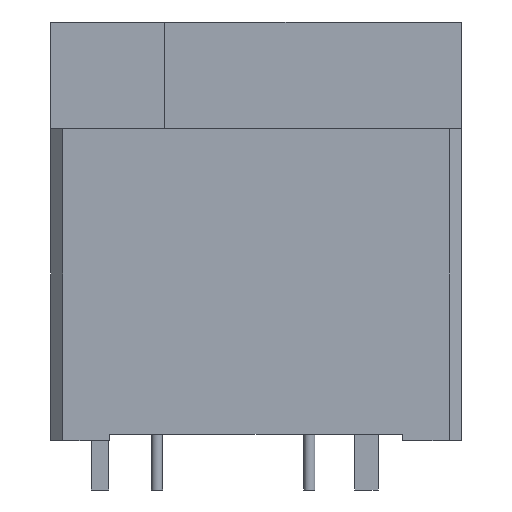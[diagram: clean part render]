
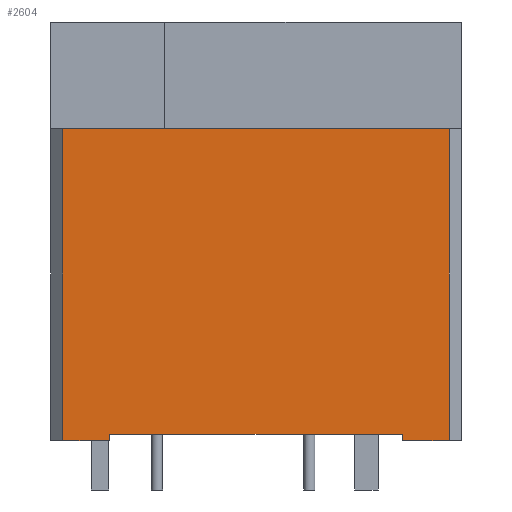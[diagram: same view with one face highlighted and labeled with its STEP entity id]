
A CAD part, front view. The second image highlights one B-rep face of the part: STEP entity #2604.
In plain terms, the highlighted planar face has unit normal (0, -1, 0).
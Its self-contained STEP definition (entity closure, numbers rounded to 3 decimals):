
#298 = PLANE('',#299);
#299 = AXIS2_PLACEMENT_3D('',#300,#301,#302);
#300 = CARTESIAN_POINT('',(0.,0.,0.102));
#301 = DIRECTION('',(0.,0.,-1.));
#302 = DIRECTION('',(-1.,0.,0.));
#453 = VERTEX_POINT('',#454);
#454 = CARTESIAN_POINT('',(-9.779,-16.256,0.102));
#468 = PLANE('',#469);
#469 = AXIS2_PLACEMENT_3D('',#470,#471,#472);
#470 = CARTESIAN_POINT('',(-9.779,-16.256,0.102));
#471 = DIRECTION('',(-1.,0.,0.));
#472 = DIRECTION('',(0.,1.,0.));
#480 = EDGE_CURVE('',#453,#481,#483,.T.);
#481 = VERTEX_POINT('',#482);
#482 = CARTESIAN_POINT('',(-12.903,-16.256,0.102));
#483 = SURFACE_CURVE('',#484,(#488,#495),.PCURVE_S1.);
#484 = LINE('',#485,#486);
#485 = CARTESIAN_POINT('',(-9.779,-16.256,0.102));
#486 = VECTOR('',#487,1.);
#487 = DIRECTION('',(-1.,0.,0.));
#488 = PCURVE('',#298,#489);
#489 = DEFINITIONAL_REPRESENTATION('',(#490),#494);
#490 = LINE('',#491,#492);
#491 = CARTESIAN_POINT('',(9.779,-16.256));
#492 = VECTOR('',#493,1.);
#493 = DIRECTION('',(1.,0.));
#494 = ( GEOMETRIC_REPRESENTATION_CONTEXT(2) 
PARAMETRIC_REPRESENTATION_CONTEXT() REPRESENTATION_CONTEXT('2D SPACE',''
  ) );
#495 = PCURVE('',#496,#501);
#496 = PLANE('',#497);
#497 = AXIS2_PLACEMENT_3D('',#498,#499,#500);
#498 = CARTESIAN_POINT('',(13.716,-16.256,0.102));
#499 = DIRECTION('',(0.,-1.,0.));
#500 = DIRECTION('',(0.,0.,1.));
#501 = DEFINITIONAL_REPRESENTATION('',(#502),#506);
#502 = LINE('',#503,#504);
#503 = CARTESIAN_POINT('',(0.,23.495));
#504 = VECTOR('',#505,1.);
#505 = DIRECTION('',(0.,1.));
#506 = ( GEOMETRIC_REPRESENTATION_CONTEXT(2) 
PARAMETRIC_REPRESENTATION_CONTEXT() REPRESENTATION_CONTEXT('2D SPACE',''
  ) );
#522 = PLANE('',#523);
#523 = AXIS2_PLACEMENT_3D('',#524,#525,#526);
#524 = CARTESIAN_POINT('',(-13.31,-15.85,10.516));
#525 = DIRECTION('',(-0.707,-0.707,
    0.));
#526 = DIRECTION('',(0.,0.,1.));
#537 = EDGE_CURVE('',#538,#540,#542,.T.);
#538 = VERTEX_POINT('',#539);
#539 = CARTESIAN_POINT('',(12.903,-16.256,0.102));
#540 = VERTEX_POINT('',#541);
#541 = CARTESIAN_POINT('',(9.779,-16.256,0.102));
#542 = SURFACE_CURVE('',#543,(#547,#559),.PCURVE_S1.);
#543 = LINE('',#544,#545);
#544 = CARTESIAN_POINT('',(12.903,-16.256,0.102));
#545 = VECTOR('',#546,1.);
#546 = DIRECTION('',(-1.,0.,0.));
#547 = PCURVE('',#548,#553);
#548 = PLANE('',#549);
#549 = AXIS2_PLACEMENT_3D('',#550,#551,#552);
#550 = CARTESIAN_POINT('',(0.,0.,0.102));
#551 = DIRECTION('',(0.,0.,-1.));
#552 = DIRECTION('',(-1.,0.,0.));
#553 = DEFINITIONAL_REPRESENTATION('',(#554),#558);
#554 = LINE('',#555,#556);
#555 = CARTESIAN_POINT('',(-12.903,-16.256));
#556 = VECTOR('',#557,1.);
#557 = DIRECTION('',(1.,0.));
#558 = ( GEOMETRIC_REPRESENTATION_CONTEXT(2) 
PARAMETRIC_REPRESENTATION_CONTEXT() REPRESENTATION_CONTEXT('2D SPACE',''
  ) );
#559 = PCURVE('',#496,#560);
#560 = DEFINITIONAL_REPRESENTATION('',(#561),#565);
#561 = LINE('',#562,#563);
#562 = CARTESIAN_POINT('',(0.,0.813));
#563 = VECTOR('',#564,1.);
#564 = DIRECTION('',(0.,1.));
#565 = ( GEOMETRIC_REPRESENTATION_CONTEXT(2) 
PARAMETRIC_REPRESENTATION_CONTEXT() REPRESENTATION_CONTEXT('2D SPACE',''
  ) );
#583 = PLANE('',#584);
#584 = AXIS2_PLACEMENT_3D('',#585,#586,#587);
#585 = CARTESIAN_POINT('',(9.779,-15.621,0.102));
#586 = DIRECTION('',(1.,0.,0.));
#587 = DIRECTION('',(0.,0.,-1.));
#772 = PLANE('',#773);
#773 = AXIS2_PLACEMENT_3D('',#774,#775,#776);
#774 = CARTESIAN_POINT('',(13.31,-15.85,10.516));
#775 = DIRECTION('',(0.707,-0.707,0.)
  );
#776 = DIRECTION('',(0.707,0.707,0.)
  );
#2067 = EDGE_CURVE('',#2068,#2070,#2072,.T.);
#2068 = VERTEX_POINT('',#2069);
#2069 = CARTESIAN_POINT('',(12.903,-16.256,20.93));
#2070 = VERTEX_POINT('',#2071);
#2071 = CARTESIAN_POINT('',(-12.903,-16.256,20.93));
#2072 = SURFACE_CURVE('',#2073,(#2077,#2089),.PCURVE_S1.);
#2073 = LINE('',#2074,#2075);
#2074 = CARTESIAN_POINT('',(12.903,-16.256,20.93));
#2075 = VECTOR('',#2076,1.);
#2076 = DIRECTION('',(-1.,0.,0.));
#2077 = PCURVE('',#2078,#2083);
#2078 = PLANE('',#2079);
#2079 = AXIS2_PLACEMENT_3D('',#2080,#2081,#2082);
#2080 = CARTESIAN_POINT('',(0.,0.,20.93));
#2081 = DIRECTION('',(0.,0.,1.));
#2082 = DIRECTION('',(0.,-1.,0.));
#2083 = DEFINITIONAL_REPRESENTATION('',(#2084),#2088);
#2084 = LINE('',#2085,#2086);
#2085 = CARTESIAN_POINT('',(16.256,12.903));
#2086 = VECTOR('',#2087,1.);
#2087 = DIRECTION('',(0.,-1.));
#2088 = ( GEOMETRIC_REPRESENTATION_CONTEXT(2) 
PARAMETRIC_REPRESENTATION_CONTEXT() REPRESENTATION_CONTEXT('2D SPACE',''
  ) );
#2089 = PCURVE('',#496,#2090);
#2090 = DEFINITIONAL_REPRESENTATION('',(#2091),#2095);
#2091 = LINE('',#2092,#2093);
#2092 = CARTESIAN_POINT('',(20.828,0.813));
#2093 = VECTOR('',#2094,1.);
#2094 = DIRECTION('',(0.,1.));
#2095 = ( GEOMETRIC_REPRESENTATION_CONTEXT(2) 
PARAMETRIC_REPRESENTATION_CONTEXT() REPRESENTATION_CONTEXT('2D SPACE',''
  ) );
#2314 = PLANE('',#2315);
#2315 = AXIS2_PLACEMENT_3D('',#2316,#2317,#2318);
#2316 = CARTESIAN_POINT('',(0.,0.,0.508));
#2317 = DIRECTION('',(0.,0.,-1.));
#2318 = DIRECTION('',(-1.,0.,0.));
#2581 = EDGE_CURVE('',#538,#2068,#2582,.T.);
#2582 = SURFACE_CURVE('',#2583,(#2587,#2594),.PCURVE_S1.);
#2583 = LINE('',#2584,#2585);
#2584 = CARTESIAN_POINT('',(12.903,-16.256,0.102));
#2585 = VECTOR('',#2586,1.);
#2586 = DIRECTION('',(0.,0.,1.));
#2587 = PCURVE('',#772,#2588);
#2588 = DEFINITIONAL_REPRESENTATION('',(#2589),#2593);
#2589 = LINE('',#2590,#2591);
#2590 = CARTESIAN_POINT('',(-0.575,-10.414));
#2591 = VECTOR('',#2592,1.);
#2592 = DIRECTION('',(0.,1.));
#2593 = ( GEOMETRIC_REPRESENTATION_CONTEXT(2) 
PARAMETRIC_REPRESENTATION_CONTEXT() REPRESENTATION_CONTEXT('2D SPACE',''
  ) );
#2594 = PCURVE('',#496,#2595);
#2595 = DEFINITIONAL_REPRESENTATION('',(#2596),#2600);
#2596 = LINE('',#2597,#2598);
#2597 = CARTESIAN_POINT('',(0.,0.813));
#2598 = VECTOR('',#2599,1.);
#2599 = DIRECTION('',(1.,0.));
#2600 = ( GEOMETRIC_REPRESENTATION_CONTEXT(2) 
PARAMETRIC_REPRESENTATION_CONTEXT() REPRESENTATION_CONTEXT('2D SPACE',''
  ) );
#2604 = ADVANCED_FACE('',(#2605),#496,.T.);
#2605 = FACE_BOUND('',#2606,.T.);
#2606 = EDGE_LOOP('',(#2607,#2608,#2631,#2654,#2675,#2676,#2677,#2678));
#2607 = ORIENTED_EDGE('',*,*,#480,.F.);
#2608 = ORIENTED_EDGE('',*,*,#2609,.T.);
#2609 = EDGE_CURVE('',#453,#2610,#2612,.T.);
#2610 = VERTEX_POINT('',#2611);
#2611 = CARTESIAN_POINT('',(-9.779,-16.256,0.508));
#2612 = SURFACE_CURVE('',#2613,(#2617,#2624),.PCURVE_S1.);
#2613 = LINE('',#2614,#2615);
#2614 = CARTESIAN_POINT('',(-9.779,-16.256,0.102));
#2615 = VECTOR('',#2616,1.);
#2616 = DIRECTION('',(0.,0.,1.));
#2617 = PCURVE('',#496,#2618);
#2618 = DEFINITIONAL_REPRESENTATION('',(#2619),#2623);
#2619 = LINE('',#2620,#2621);
#2620 = CARTESIAN_POINT('',(0.,23.495));
#2621 = VECTOR('',#2622,1.);
#2622 = DIRECTION('',(1.,0.));
#2623 = ( GEOMETRIC_REPRESENTATION_CONTEXT(2) 
PARAMETRIC_REPRESENTATION_CONTEXT() REPRESENTATION_CONTEXT('2D SPACE',''
  ) );
#2624 = PCURVE('',#468,#2625);
#2625 = DEFINITIONAL_REPRESENTATION('',(#2626),#2630);
#2626 = LINE('',#2627,#2628);
#2627 = CARTESIAN_POINT('',(0.,0.));
#2628 = VECTOR('',#2629,1.);
#2629 = DIRECTION('',(0.,-1.));
#2630 = ( GEOMETRIC_REPRESENTATION_CONTEXT(2) 
PARAMETRIC_REPRESENTATION_CONTEXT() REPRESENTATION_CONTEXT('2D SPACE',''
  ) );
#2631 = ORIENTED_EDGE('',*,*,#2632,.F.);
#2632 = EDGE_CURVE('',#2633,#2610,#2635,.T.);
#2633 = VERTEX_POINT('',#2634);
#2634 = CARTESIAN_POINT('',(9.779,-16.256,0.508));
#2635 = SURFACE_CURVE('',#2636,(#2640,#2647),.PCURVE_S1.);
#2636 = LINE('',#2637,#2638);
#2637 = CARTESIAN_POINT('',(9.779,-16.256,0.508));
#2638 = VECTOR('',#2639,1.);
#2639 = DIRECTION('',(-1.,0.,0.));
#2640 = PCURVE('',#496,#2641);
#2641 = DEFINITIONAL_REPRESENTATION('',(#2642),#2646);
#2642 = LINE('',#2643,#2644);
#2643 = CARTESIAN_POINT('',(0.406,3.937));
#2644 = VECTOR('',#2645,1.);
#2645 = DIRECTION('',(0.,1.));
#2646 = ( GEOMETRIC_REPRESENTATION_CONTEXT(2) 
PARAMETRIC_REPRESENTATION_CONTEXT() REPRESENTATION_CONTEXT('2D SPACE',''
  ) );
#2647 = PCURVE('',#2314,#2648);
#2648 = DEFINITIONAL_REPRESENTATION('',(#2649),#2653);
#2649 = LINE('',#2650,#2651);
#2650 = CARTESIAN_POINT('',(-9.779,-16.256));
#2651 = VECTOR('',#2652,1.);
#2652 = DIRECTION('',(1.,0.));
#2653 = ( GEOMETRIC_REPRESENTATION_CONTEXT(2) 
PARAMETRIC_REPRESENTATION_CONTEXT() REPRESENTATION_CONTEXT('2D SPACE',''
  ) );
#2654 = ORIENTED_EDGE('',*,*,#2655,.F.);
#2655 = EDGE_CURVE('',#540,#2633,#2656,.T.);
#2656 = SURFACE_CURVE('',#2657,(#2661,#2668),.PCURVE_S1.);
#2657 = LINE('',#2658,#2659);
#2658 = CARTESIAN_POINT('',(9.779,-16.256,0.102));
#2659 = VECTOR('',#2660,1.);
#2660 = DIRECTION('',(0.,0.,1.));
#2661 = PCURVE('',#496,#2662);
#2662 = DEFINITIONAL_REPRESENTATION('',(#2663),#2667);
#2663 = LINE('',#2664,#2665);
#2664 = CARTESIAN_POINT('',(0.,3.937));
#2665 = VECTOR('',#2666,1.);
#2666 = DIRECTION('',(1.,0.));
#2667 = ( GEOMETRIC_REPRESENTATION_CONTEXT(2) 
PARAMETRIC_REPRESENTATION_CONTEXT() REPRESENTATION_CONTEXT('2D SPACE',''
  ) );
#2668 = PCURVE('',#583,#2669);
#2669 = DEFINITIONAL_REPRESENTATION('',(#2670),#2674);
#2670 = LINE('',#2671,#2672);
#2671 = CARTESIAN_POINT('',(0.,-0.635));
#2672 = VECTOR('',#2673,1.);
#2673 = DIRECTION('',(-1.,0.));
#2674 = ( GEOMETRIC_REPRESENTATION_CONTEXT(2) 
PARAMETRIC_REPRESENTATION_CONTEXT() REPRESENTATION_CONTEXT('2D SPACE',''
  ) );
#2675 = ORIENTED_EDGE('',*,*,#537,.F.);
#2676 = ORIENTED_EDGE('',*,*,#2581,.T.);
#2677 = ORIENTED_EDGE('',*,*,#2067,.T.);
#2678 = ORIENTED_EDGE('',*,*,#2679,.F.);
#2679 = EDGE_CURVE('',#481,#2070,#2680,.T.);
#2680 = SURFACE_CURVE('',#2681,(#2685,#2692),.PCURVE_S1.);
#2681 = LINE('',#2682,#2683);
#2682 = CARTESIAN_POINT('',(-12.903,-16.256,0.102));
#2683 = VECTOR('',#2684,1.);
#2684 = DIRECTION('',(0.,0.,1.));
#2685 = PCURVE('',#496,#2686);
#2686 = DEFINITIONAL_REPRESENTATION('',(#2687),#2691);
#2687 = LINE('',#2688,#2689);
#2688 = CARTESIAN_POINT('',(0.,26.619));
#2689 = VECTOR('',#2690,1.);
#2690 = DIRECTION('',(1.,0.));
#2691 = ( GEOMETRIC_REPRESENTATION_CONTEXT(2) 
PARAMETRIC_REPRESENTATION_CONTEXT() REPRESENTATION_CONTEXT('2D SPACE',''
  ) );
#2692 = PCURVE('',#522,#2693);
#2693 = DEFINITIONAL_REPRESENTATION('',(#2694),#2698);
#2694 = LINE('',#2695,#2696);
#2695 = CARTESIAN_POINT('',(-10.414,-0.575));
#2696 = VECTOR('',#2697,1.);
#2697 = DIRECTION('',(1.,0.));
#2698 = ( GEOMETRIC_REPRESENTATION_CONTEXT(2) 
PARAMETRIC_REPRESENTATION_CONTEXT() REPRESENTATION_CONTEXT('2D SPACE',''
  ) );
